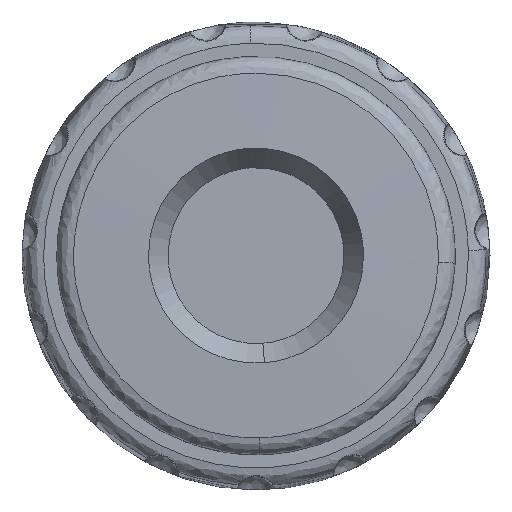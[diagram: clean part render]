
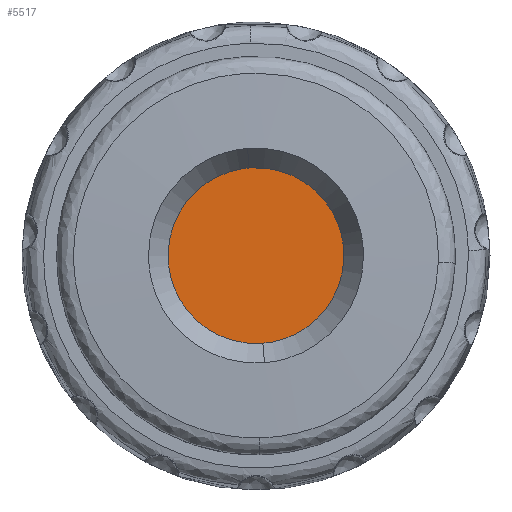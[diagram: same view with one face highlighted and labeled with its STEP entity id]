
A CAD part, top view. The second image highlights one B-rep face of the part: STEP entity #5517.
In plain terms, the highlighted free-form (B-spline) face has degree [1, 1] with [2, 2] control points.
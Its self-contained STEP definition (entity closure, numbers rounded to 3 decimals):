
#705=CARTESIAN_POINT('',(-3.0,0.0,10.0));
#706=VERTEX_POINT('',#705);
#707=CARTESIAN_POINT('',(-0.235,2.991,10.));
#708=VERTEX_POINT('',#707);
#709=CARTESIAN_POINT('',(-3.0,0.0,10.0));
#710=CARTESIAN_POINT('',(-3.0,2.773,10.));
#711=CARTESIAN_POINT('',(-0.235,2.991,10.));
#719=(BOUNDED_CURVE()B_SPLINE_CURVE(2,(#709,#710,#711),.UNSPECIFIED.,.F.,.U.)B_SPLINE_CURVE_WITH_KNOTS((3,3),(0.0,0.236),.UNSPECIFIED.)CURVE()GEOMETRIC_REPRESENTATION_ITEM()RATIONAL_B_SPLINE_CURVE((1.0,0.723,0.97))REPRESENTATION_ITEM(''));
#720=EDGE_CURVE('',#706,#708,#719,.T.);
#761=CARTESIAN_POINT('',(0.235,-2.991,10.));
#762=VERTEX_POINT('',#761);
#768=CARTESIAN_POINT('',(0.235,-2.991,10.));
#769=CARTESIAN_POINT('',(0.118,-3.,10.0));
#770=CARTESIAN_POINT('',(0.0,-3.0,10.0));
#771=CARTESIAN_POINT('',(-3.0,-3.0,10.));
#772=CARTESIAN_POINT('',(-3.0,0.0,10.0));
#780=(BOUNDED_CURVE()B_SPLINE_CURVE(2,(#768,#769,#770,#771,#772),.UNSPECIFIED.,.F.,.U.)B_SPLINE_CURVE_WITH_KNOTS((3,2,3),(0.736,0.75,1.0),.UNSPECIFIED.)CURVE()GEOMETRIC_REPRESENTATION_ITEM()RATIONAL_B_SPLINE_CURVE((0.97,0.984,1.0,0.707,1.0))REPRESENTATION_ITEM(''));
#781=EDGE_CURVE('',#762,#706,#780,.T.);
#804=CARTESIAN_POINT('',(3.0,0.0,10.0));
#805=VERTEX_POINT('',#804);
#806=CARTESIAN_POINT('',(-0.235,2.991,10.));
#807=CARTESIAN_POINT('',(-0.118,3.,10.0));
#808=CARTESIAN_POINT('',(0.0,3.0,10.0));
#809=CARTESIAN_POINT('',(3.0,3.0,10.));
#810=CARTESIAN_POINT('',(3.0,0.0,10.0));
#818=(BOUNDED_CURVE()B_SPLINE_CURVE(2,(#806,#807,#808,#809,#810),.UNSPECIFIED.,.F.,.U.)B_SPLINE_CURVE_WITH_KNOTS((3,2,3),(0.236,0.25,0.5),.UNSPECIFIED.)CURVE()GEOMETRIC_REPRESENTATION_ITEM()RATIONAL_B_SPLINE_CURVE((0.97,0.984,1.0,0.707,1.0))REPRESENTATION_ITEM(''));
#819=EDGE_CURVE('',#708,#805,#818,.T.);
#821=CARTESIAN_POINT('',(3.0,0.0,10.0));
#822=CARTESIAN_POINT('',(3.,-2.773,10.0));
#823=CARTESIAN_POINT('',(0.235,-2.991,10.));
#831=(BOUNDED_CURVE()B_SPLINE_CURVE(2,(#821,#822,#823),.UNSPECIFIED.,.F.,.U.)B_SPLINE_CURVE_WITH_KNOTS((3,3),(0.5,0.736),.UNSPECIFIED.)CURVE()GEOMETRIC_REPRESENTATION_ITEM()RATIONAL_B_SPLINE_CURVE((1.0,0.723,0.97))REPRESENTATION_ITEM(''));
#832=EDGE_CURVE('',#805,#762,#831,.T.);
#5506=CARTESIAN_POINT('',(-3.3,-3.299,10.0));
#5507=CARTESIAN_POINT('',(3.3,-3.299,10.0));
#5508=CARTESIAN_POINT('',(-3.3,3.299,10.0));
#5509=CARTESIAN_POINT('',(3.3,3.299,10.0));
#5510=B_SPLINE_SURFACE_WITH_KNOTS('',1,1,((#5506,#5508),(#5507,#5509)),.UNSPECIFIED.,.F.,.F.,.U.,(2,2),(2,2),(0.0,6.599),(0.0,6.598),.UNSPECIFIED.);
#5511=ORIENTED_EDGE('',*,*,#781,.F.);
#5512=ORIENTED_EDGE('',*,*,#832,.F.);
#5513=ORIENTED_EDGE('',*,*,#819,.F.);
#5514=ORIENTED_EDGE('',*,*,#720,.F.);
#5515=EDGE_LOOP('',(#5511,#5512,#5513,#5514));
#5516=FACE_OUTER_BOUND('',#5515,.T.);
#5517=ADVANCED_FACE('',(#5516),#5510,.T.);
